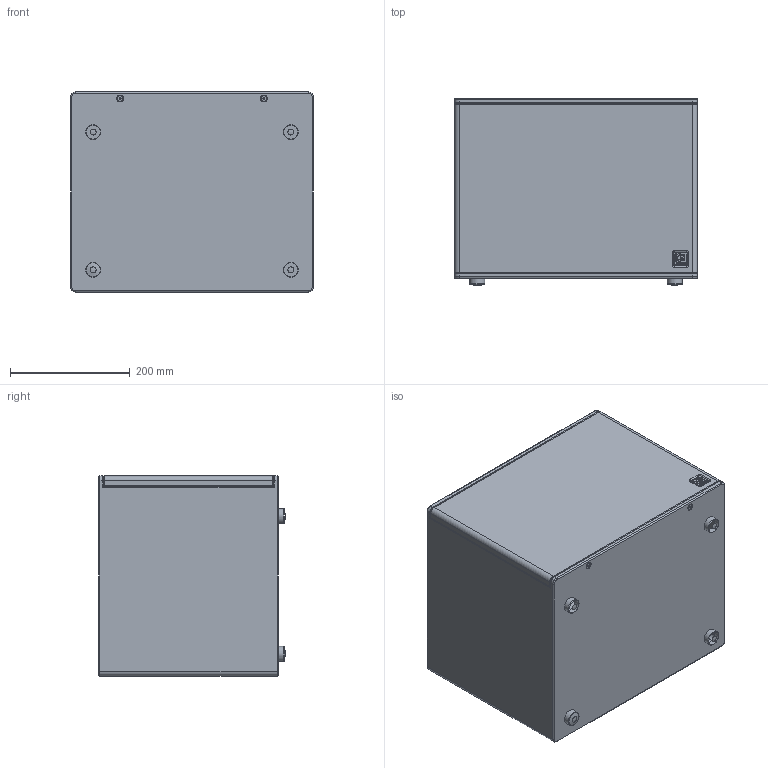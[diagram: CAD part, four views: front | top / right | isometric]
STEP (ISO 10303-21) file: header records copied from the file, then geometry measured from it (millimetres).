
FILE_DESCRIPTION(/* description */ (''),/* implementation_level */ '2;1');
FILE_NAME(/* name */ 'AUDAC-ARCHI10.stp',/* time_stamp */ '2025-10-01T13:09:20+02:00',/* author */ ('nick'),/* organization */ (''),/* preprocessor_version */ 'ST-DEVELOPER v20.1',/* originating_system */ 'Autodesk Inventor 2026',/* authorisation */ '');
FILE_SCHEMA (('AUTOMOTIVE_DESIGN { 1 0 10303 214 3 1 1 }'));
Products named in the file (1): AUDAC-ARCHI10
Bounding box: 405 x 311.88 x 334 mm (x, y, z)
Volume: 40468682.7 mm3; surface area: 729803.5 mm2
Topology: 1 solids, 9 shells, 1692 faces, 4447 edges, 2822 vertices
Faces by surface type: plane 980, bspline 317, cylinder 257, torus 66, cone 64, sphere 8
Full cylindrical faces by diameter (mm): 2.4 x2, 2.5 x2, 2.9 x4, 2.95 x4, 3.75 x4, 3.8 x8, 4.8 x4, 5.3 x4, 7.3 x4, 8.8 x4, 9.43 x2, 16 x4, 25 x4
Entity records: 59427 total; most frequent: CARTESIAN_POINT 18867, ORIENTED_EDGE 8890, DIRECTION 7718, EDGE_CURVE 4445, LINE 2944, VECTOR 2944, VERTEX_POINT 2822, AXIS2_PLACEMENT_3D 2387
